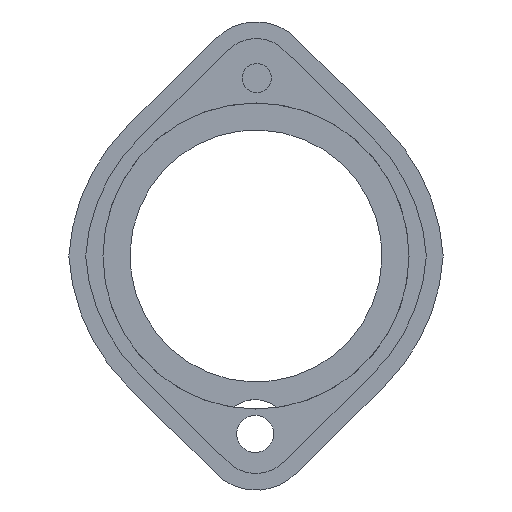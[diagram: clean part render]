
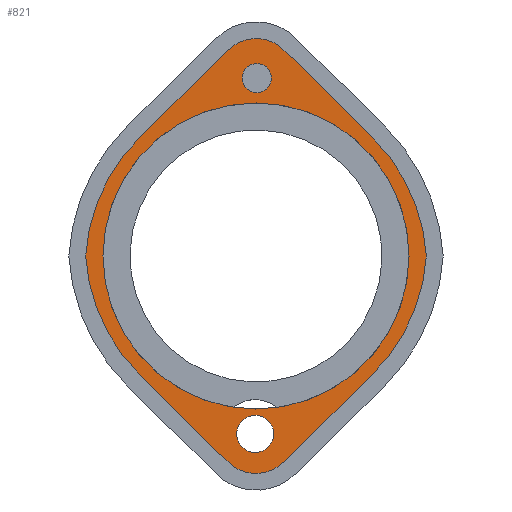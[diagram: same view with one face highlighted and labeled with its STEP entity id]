
A CAD part, front view. The second image highlights one B-rep face of the part: STEP entity #821.
In plain terms, the highlighted planar face has unit normal (0, -1, 0).
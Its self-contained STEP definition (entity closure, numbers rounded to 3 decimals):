
#46=FACE_BOUND('',#104,.T.);
#47=FACE_BOUND('',#105,.T.);
#48=FACE_BOUND('',#106,.T.);
#54=FACE_OUTER_BOUND('',#103,.T.);
#103=EDGE_LOOP('',(#551,#552,#553,#554,#555,#556,#557,#558,#559,#560));
#104=EDGE_LOOP('',(#561));
#105=EDGE_LOOP('',(#562));
#106=EDGE_LOOP('',(#563));
#160=LINE('',#1284,#223);
#161=LINE('',#1288,#224);
#162=LINE('',#1294,#225);
#163=LINE('',#1297,#226);
#223=VECTOR('',#1001,10.);
#224=VECTOR('',#1004,10.);
#225=VECTOR('',#1009,10.);
#226=VECTOR('',#1012,10.);
#286=CIRCLE('',#885,32.033);
#287=CIRCLE('',#886,32.033);
#288=CIRCLE('',#887,6.937);
#289=CIRCLE('',#888,32.033);
#290=CIRCLE('',#889,32.033);
#291=CIRCLE('',#890,6.937);
#292=CIRCLE('',#891,2.558);
#293=CIRCLE('',#892,26.9);
#294=CIRCLE('',#893,3.264);
#346=VERTEX_POINT('',#1278);
#347=VERTEX_POINT('',#1279);
#348=VERTEX_POINT('',#1281);
#349=VERTEX_POINT('',#1283);
#350=VERTEX_POINT('',#1285);
#351=VERTEX_POINT('',#1287);
#352=VERTEX_POINT('',#1289);
#353=VERTEX_POINT('',#1291);
#354=VERTEX_POINT('',#1293);
#355=VERTEX_POINT('',#1295);
#356=VERTEX_POINT('',#1298);
#357=VERTEX_POINT('',#1300);
#358=VERTEX_POINT('',#1302);
#426=EDGE_CURVE('',#346,#347,#286,.T.);
#427=EDGE_CURVE('',#348,#346,#287,.T.);
#428=EDGE_CURVE('',#349,#348,#160,.T.);
#429=EDGE_CURVE('',#350,#349,#288,.T.);
#430=EDGE_CURVE('',#351,#350,#161,.T.);
#431=EDGE_CURVE('',#352,#351,#289,.T.);
#432=EDGE_CURVE('',#353,#352,#290,.T.);
#433=EDGE_CURVE('',#354,#353,#162,.T.);
#434=EDGE_CURVE('',#355,#354,#291,.T.);
#435=EDGE_CURVE('',#347,#355,#163,.T.);
#436=EDGE_CURVE('',#356,#356,#292,.T.);
#437=EDGE_CURVE('',#357,#357,#293,.T.);
#438=EDGE_CURVE('',#358,#358,#294,.T.);
#551=ORIENTED_EDGE('',*,*,#426,.F.);
#552=ORIENTED_EDGE('',*,*,#427,.F.);
#553=ORIENTED_EDGE('',*,*,#428,.F.);
#554=ORIENTED_EDGE('',*,*,#429,.F.);
#555=ORIENTED_EDGE('',*,*,#430,.F.);
#556=ORIENTED_EDGE('',*,*,#431,.F.);
#557=ORIENTED_EDGE('',*,*,#432,.F.);
#558=ORIENTED_EDGE('',*,*,#433,.F.);
#559=ORIENTED_EDGE('',*,*,#434,.F.);
#560=ORIENTED_EDGE('',*,*,#435,.F.);
#561=ORIENTED_EDGE('',*,*,#436,.F.);
#562=ORIENTED_EDGE('',*,*,#437,.F.);
#563=ORIENTED_EDGE('',*,*,#438,.F.);
#801=PLANE('',#884);
#821=ADVANCED_FACE('',(#54,#46,#47,#48),#801,.F.);
#884=AXIS2_PLACEMENT_3D('',#1277,#995,#996);
#885=AXIS2_PLACEMENT_3D('',#1280,#997,#998);
#886=AXIS2_PLACEMENT_3D('',#1282,#999,#1000);
#887=AXIS2_PLACEMENT_3D('',#1286,#1002,#1003);
#888=AXIS2_PLACEMENT_3D('',#1290,#1005,#1006);
#889=AXIS2_PLACEMENT_3D('',#1292,#1007,#1008);
#890=AXIS2_PLACEMENT_3D('',#1296,#1010,#1011);
#891=AXIS2_PLACEMENT_3D('',#1299,#1013,#1014);
#892=AXIS2_PLACEMENT_3D('',#1301,#1015,#1016);
#893=AXIS2_PLACEMENT_3D('',#1303,#1017,#1018);
#995=DIRECTION('center_axis',(0.,1.,0.));
#996=DIRECTION('ref_axis',(0.977,0.,-0.211));
#997=DIRECTION('center_axis',(0.,1.,0.));
#998=DIRECTION('ref_axis',(-0.702,0.,0.712));
#999=DIRECTION('center_axis',(0.,1.,0.));
#1000=DIRECTION('ref_axis',(-1.,0.,0.001));
#1001=DIRECTION('',(-0.711,0.,0.704));
#1002=DIRECTION('center_axis',(0.,1.,0.));
#1003=DIRECTION('ref_axis',(0.977,0.,-0.211));
#1004=DIRECTION('',(-0.712,0.,-0.702));
#1005=DIRECTION('center_axis',(0.,1.,0.));
#1006=DIRECTION('ref_axis',(1.,0.,-0.001));
#1007=DIRECTION('center_axis',(0.,1.,0.));
#1008=DIRECTION('ref_axis',(0.702,0.,-0.712));
#1009=DIRECTION('',(0.711,0.,-0.704));
#1010=DIRECTION('center_axis',(0.,1.,0.));
#1011=DIRECTION('ref_axis',(0.704,0.,0.711));
#1012=DIRECTION('',(0.712,0.,0.702));
#1013=DIRECTION('center_axis',(0.,-1.,0.));
#1014=DIRECTION('ref_axis',(1.,0.,0.));
#1015=DIRECTION('center_axis',(0.,-1.,0.));
#1016=DIRECTION('ref_axis',(1.,0.,0.));
#1017=DIRECTION('center_axis',(0.,-1.,0.));
#1018=DIRECTION('ref_axis',(-0.977,0.,0.211));
#1277=CARTESIAN_POINT('Origin',(0.,-14.199,0.));
#1278=CARTESIAN_POINT('',(-29.947,-14.199,-0.005));
#1279=CARTESIAN_POINT('',(-20.463,-14.199,20.809));
#1280=CARTESIAN_POINT('Origin',(2.024,-14.199,-2.005));
#1281=CARTESIAN_POINT('',(-20.516,-14.199,-20.766));
#1282=CARTESIAN_POINT('Origin',(2.024,-14.199,1.995));
#1283=CARTESIAN_POINT('',(-4.922,-14.199,-36.208));
#1284=CARTESIAN_POINT('',(-12.731,-14.199,-28.475));
#1285=CARTESIAN_POINT('',(4.829,-14.199,-36.22));
#1286=CARTESIAN_POINT('Origin',(-0.041,-14.199,-31.279));
#1287=CARTESIAN_POINT('',(20.463,-14.199,-20.809));
#1288=CARTESIAN_POINT('',(21.487,-14.199,-19.799));
#1289=CARTESIAN_POINT('',(29.947,-14.199,0.005));
#1290=CARTESIAN_POINT('Origin',(-2.024,-14.199,2.005));
#1291=CARTESIAN_POINT('',(20.516,-14.199,20.766));
#1292=CARTESIAN_POINT('Origin',(-2.024,-14.199,-1.995));
#1293=CARTESIAN_POINT('',(4.922,-14.199,36.208));
#1294=CARTESIAN_POINT('',(20.528,-14.199,20.754));
#1295=CARTESIAN_POINT('',(-4.829,-14.199,36.22));
#1296=CARTESIAN_POINT('Origin',(0.041,-14.199,31.279));
#1297=CARTESIAN_POINT('',(-12.658,-14.199,28.502));
#1298=CARTESIAN_POINT('',(-2.421,-14.199,31.281));
#1299=CARTESIAN_POINT('Origin',(0.137,-14.199,31.281));
#1300=CARTESIAN_POINT('',(-26.9,-14.199,0.));
#1301=CARTESIAN_POINT('Origin',(0.,-14.199,0.));
#1302=CARTESIAN_POINT('',(3.053,-14.199,-31.97));
#1303=CARTESIAN_POINT('Origin',(-0.137,-14.199,-31.281));
